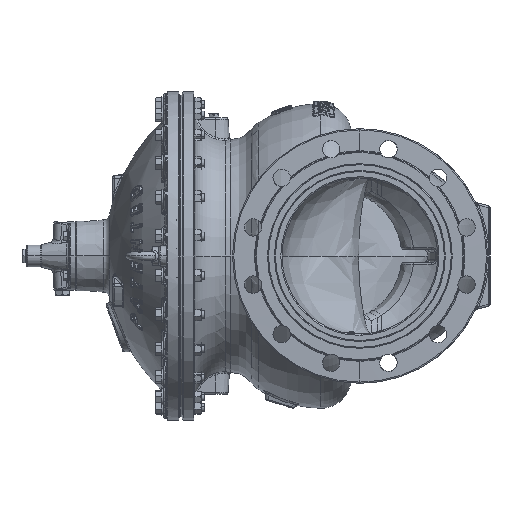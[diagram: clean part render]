
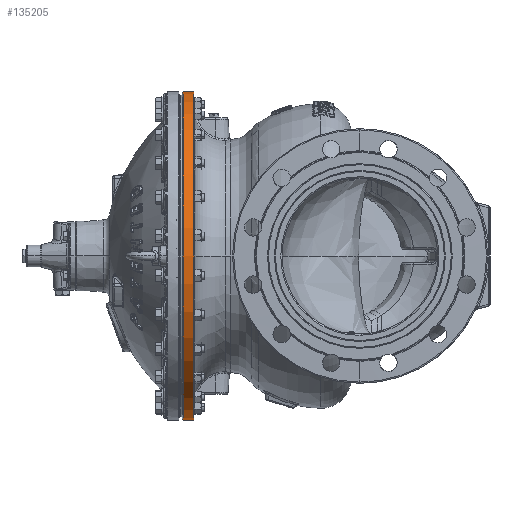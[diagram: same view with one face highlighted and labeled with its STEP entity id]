
A CAD part, left-side view. The second image highlights one B-rep face of the part: STEP entity #135205.
In plain terms, the highlighted cylindrical face has radius 263.5 mm (diameter 527 mm), a partial arc.
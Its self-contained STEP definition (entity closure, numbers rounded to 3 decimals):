
#32194 = DIRECTION ( 'NONE',  ( -1., 0., 0. ) ) ;
#36455 = EDGE_CURVE ( 'NONE', #396077, #54515, #293317, .T. ) ;
#38610 = VECTOR ( 'NONE', #42026, 1000. ) ;
#42026 = DIRECTION ( 'NONE',  ( 0., 1., 0. ) ) ;
#45700 = DIRECTION ( 'NONE',  ( 0., 1., 0. ) ) ;
#48563 = CARTESIAN_POINT ( 'NONE',  ( 0., 284., 263.5 ) ) ;
#54515 = VERTEX_POINT ( 'NONE', #355774 ) ;
#68528 = CARTESIAN_POINT ( 'NONE',  ( 0., 355.316, 0. ) ) ;
#87016 = EDGE_CURVE ( 'NONE', #112969, #396077, #233278, .T. ) ;
#99211 = DIRECTION ( 'NONE',  ( 0., 1., 0. ) ) ;
#104133 = CIRCLE ( 'NONE', #314268, 263.5 ) ;
#112969 = VERTEX_POINT ( 'NONE', #303740 ) ;
#123365 = LINE ( 'NONE', #232675, #38610 ) ;
#135205 = ADVANCED_FACE ( 'NONE', ( #314789 ), #200354, .T. ) ;
#139388 = DIRECTION ( 'NONE',  ( 0., 1., 0. ) ) ;
#139692 = EDGE_CURVE ( 'NONE', #112969, #142246, #385718, .T. ) ;
#142136 = DIRECTION ( 'NONE',  ( -1., 0., 0. ) ) ;
#142202 = CARTESIAN_POINT ( 'NONE',  ( 0., 267.012, 0. ) ) ;
#142246 = VERTEX_POINT ( 'NONE', #365512 ) ;
#163285 = DIRECTION ( 'NONE',  ( 0., -1., 0. ) ) ;
#168088 = AXIS2_PLACEMENT_3D ( 'NONE', #142202, #139388, #142136 ) ;
#170154 = VERTEX_POINT ( 'NONE', #48563 ) ;
#183522 = EDGE_LOOP ( 'NONE', ( #270719, #274131, #283784, #284869, #296996 ) ) ;
#196657 = DIRECTION ( 'NONE',  ( 0., 0., 1. ) ) ;
#200354 = CYLINDRICAL_SURFACE ( 'NONE', #297319, 263.5 ) ;
#222910 = DIRECTION ( 'NONE',  ( 0., 1., 0. ) ) ;
#226674 = VECTOR ( 'NONE', #45700, 1000. ) ;
#232675 = CARTESIAN_POINT ( 'NONE',  ( 0., 355.316, 263.5 ) ) ;
#233278 = CIRCLE ( 'NONE', #308857, 263.5 ) ;
#243799 = EDGE_CURVE ( 'NONE', #54515, #170154, #123365, .T. ) ;
#270719 = ORIENTED_EDGE ( 'NONE', *, *, #139692, .F. ) ;
#274131 = ORIENTED_EDGE ( 'NONE', *, *, #87016, .T. ) ;
#283784 = ORIENTED_EDGE ( 'NONE', *, *, #36455, .T. ) ;
#284869 = ORIENTED_EDGE ( 'NONE', *, *, #243799, .T. ) ;
#293317 = CIRCLE ( 'NONE', #168088, 263.5 ) ;
#296996 = ORIENTED_EDGE ( 'NONE', *, *, #385410, .T. ) ;
#297319 = AXIS2_PLACEMENT_3D ( 'NONE', #68528, #99211, #196657 ) ;
#303740 = CARTESIAN_POINT ( 'NONE',  ( 0., 267.012, -263.5 ) ) ;
#308857 = AXIS2_PLACEMENT_3D ( 'NONE', #413037, #222910, #32194 ) ;
#313143 = CARTESIAN_POINT ( 'NONE',  ( -263.5, 267.012, 0. ) ) ;
#314268 = AXIS2_PLACEMENT_3D ( 'NONE', #353678, #163285, #385497 ) ;
#314789 = FACE_OUTER_BOUND ( 'NONE', #183522, .T. ) ;
#353678 = CARTESIAN_POINT ( 'NONE',  ( 0., 284., 0. ) ) ;
#355774 = CARTESIAN_POINT ( 'NONE',  ( 0., 267.012, 263.5 ) ) ;
#361423 = CARTESIAN_POINT ( 'NONE',  ( 0., 355.316, -263.5 ) ) ;
#365512 = CARTESIAN_POINT ( 'NONE',  ( 0., 284., -263.5 ) ) ;
#385410 = EDGE_CURVE ( 'NONE', #170154, #142246, #104133, .T. ) ;
#385497 = DIRECTION ( 'NONE',  ( 0., 0., -1. ) ) ;
#385718 = LINE ( 'NONE', #361423, #226674 ) ;
#396077 = VERTEX_POINT ( 'NONE', #313143 ) ;
#413037 = CARTESIAN_POINT ( 'NONE',  ( 0., 267.012, 0. ) ) ;
